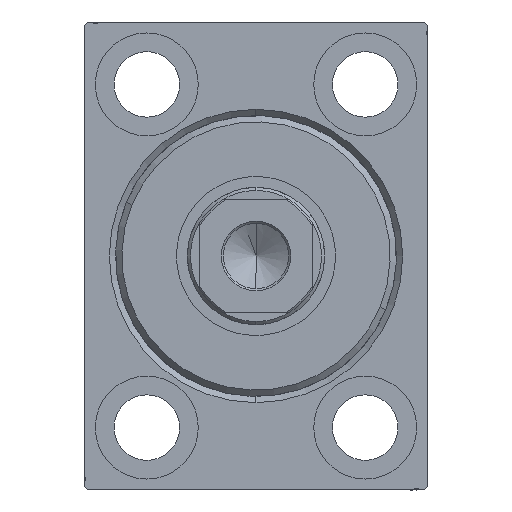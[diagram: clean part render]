
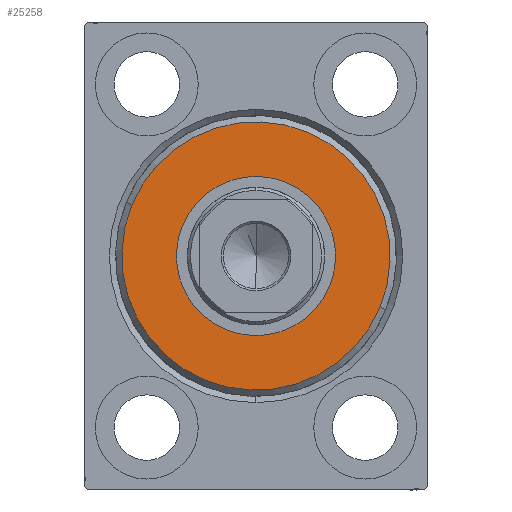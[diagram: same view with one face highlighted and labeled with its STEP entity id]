
A CAD part, left-side view. The second image highlights one B-rep face of the part: STEP entity #25258.
In plain terms, the highlighted face is planar.
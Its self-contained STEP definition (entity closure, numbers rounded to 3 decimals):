
#2694 = CIRCLE ( 'NONE', #18907, 12.75 ) ;
#3020 = CARTESIAN_POINT ( 'NONE',  ( 3., 0., 0. ) ) ;
#3400 = VERTEX_POINT ( 'NONE', #16558 ) ;
#4072 = ORIENTED_EDGE ( 'NONE', *, *, #18450, .T. ) ;
#4600 = ORIENTED_EDGE ( 'NONE', *, *, #41935, .T. ) ;
#6608 = DIRECTION ( 'NONE',  ( 0., 0., -1. ) ) ;
#7212 = CARTESIAN_POINT ( 'NONE',  ( 3., 0., -12.75 ) ) ;
#8387 = FACE_BOUND ( 'NONE', #39332, .T. ) ;
#9866 = DIRECTION ( 'NONE',  ( 0., 0., -1. ) ) ;
#10084 = DIRECTION ( 'NONE',  ( 1., 0., 0. ) ) ;
#12261 = CIRCLE ( 'NONE', #36903, 21.5 ) ;
#12539 = CIRCLE ( 'NONE', #18168, 12.75 ) ;
#14109 = CARTESIAN_POINT ( 'NONE',  ( 3., 0., 21.5 ) ) ;
#14992 = DIRECTION ( 'NONE',  ( 1., 0., 0. ) ) ;
#16558 = CARTESIAN_POINT ( 'NONE',  ( 3., 0., -21.5 ) ) ;
#18168 = AXIS2_PLACEMENT_3D ( 'NONE', #30378, #40281, #23541 ) ;
#18289 = CARTESIAN_POINT ( 'NONE',  ( 3., 0., 0. ) ) ;
#18450 = EDGE_CURVE ( 'NONE', #28772, #3400, #25815, .T. ) ;
#18794 = EDGE_CURVE ( 'NONE', #21987, #38881, #2694, .T. ) ;
#18907 = AXIS2_PLACEMENT_3D ( 'NONE', #34121, #33897, #26839 ) ;
#21840 = EDGE_CURVE ( 'NONE', #3400, #28772, #12261, .T. ) ;
#21987 = VERTEX_POINT ( 'NONE', #7212 ) ;
#22906 = ORIENTED_EDGE ( 'NONE', *, *, #18794, .T. ) ;
#23541 = DIRECTION ( 'NONE',  ( 0., 0., -1. ) ) ;
#23705 = AXIS2_PLACEMENT_3D ( 'NONE', #33294, #26241, #6608 ) ;
#25122 = FACE_OUTER_BOUND ( 'NONE', #27815, .T. ) ;
#25258 = ADVANCED_FACE ( 'NONE', ( #25122, #8387 ), #31530, .T. ) ;
#25815 = CIRCLE ( 'NONE', #23705, 21.5 ) ;
#26241 = DIRECTION ( 'NONE',  ( 1., 0., 0. ) ) ;
#26839 = DIRECTION ( 'NONE',  ( 0., 0., -1. ) ) ;
#27815 = EDGE_LOOP ( 'NONE', ( #4072, #29530 ) ) ;
#28772 = VERTEX_POINT ( 'NONE', #14109 ) ;
#29530 = ORIENTED_EDGE ( 'NONE', *, *, #21840, .T. ) ;
#30378 = CARTESIAN_POINT ( 'NONE',  ( 3., 0., 0. ) ) ;
#31530 = PLANE ( 'NONE',  #36177 ) ;
#33294 = CARTESIAN_POINT ( 'NONE',  ( 3., 0., 0. ) ) ;
#33897 = DIRECTION ( 'NONE',  ( -1., 0., 0. ) ) ;
#34121 = CARTESIAN_POINT ( 'NONE',  ( 3., 0., 0. ) ) ;
#35261 = DIRECTION ( 'NONE',  ( 0., 0., -1. ) ) ;
#36177 = AXIS2_PLACEMENT_3D ( 'NONE', #18289, #14992, #35261 ) ;
#36903 = AXIS2_PLACEMENT_3D ( 'NONE', #3020, #10084, #9866 ) ;
#37801 = CARTESIAN_POINT ( 'NONE',  ( 3., 0., 12.75 ) ) ;
#38881 = VERTEX_POINT ( 'NONE', #37801 ) ;
#39332 = EDGE_LOOP ( 'NONE', ( #4600, #22906 ) ) ;
#40281 = DIRECTION ( 'NONE',  ( -1., 0., 0. ) ) ;
#41935 = EDGE_CURVE ( 'NONE', #38881, #21987, #12539, .T. ) ;
